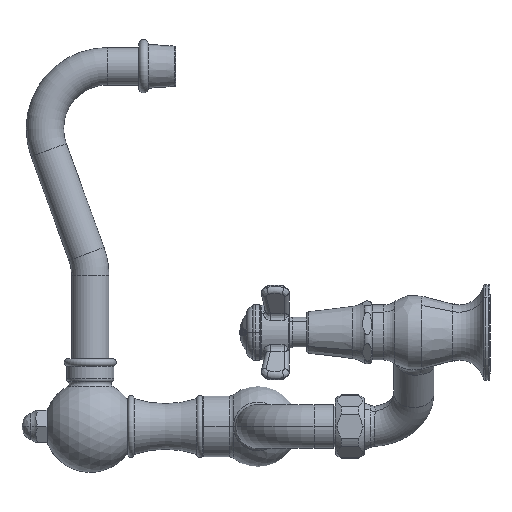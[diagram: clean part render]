
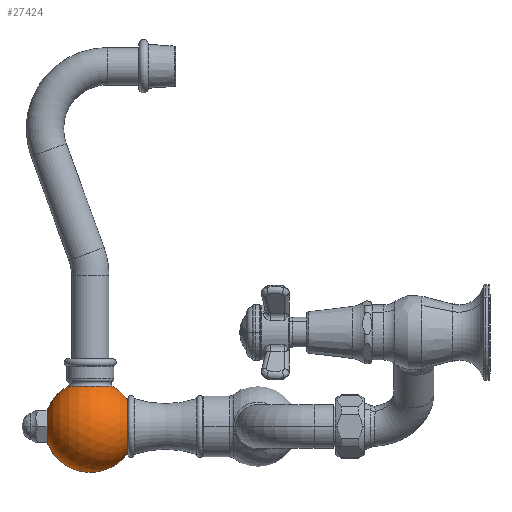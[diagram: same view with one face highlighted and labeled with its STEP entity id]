
A CAD part, left-side view. The second image highlights one B-rep face of the part: STEP entity #27424.
In plain terms, the highlighted spherical face has radius 23.368 mm.
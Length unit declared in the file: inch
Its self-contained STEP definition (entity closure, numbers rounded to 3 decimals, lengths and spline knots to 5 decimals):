
#4901=CARTESIAN_POINT('',(0.,8.00377,-1.88181));
#4902=DIRECTION('',(-1.,0.,0.));
#4903=DIRECTION('',(0.,-0.805,0.593));
#4904=AXIS2_PLACEMENT_3D('',#4901,#4902,#4903);
#4909=CARTESIAN_POINT('',(0.,7.263,-1.88181));
#4910=DIRECTION('',(0.,1.,0.));
#4911=DIRECTION('',(0.,0.,-1.));
#4912=AXIS2_PLACEMENT_3D('',#4909,#4910,#4911);
#4917=CARTESIAN_POINT('',(0.,8.00377,-1.88181));
#4918=DIRECTION('',(1.,0.,0.));
#4919=DIRECTION('',(0.,-0.805,-0.593));
#4920=AXIS2_PLACEMENT_3D('',#4917,#4918,#4919);
#4925=CARTESIAN_POINT('',(0.,8.00377,-1.88181));
#4926=DIRECTION('',(-1.,0.,0.));
#4927=DIRECTION('',(0.,0.477,0.879));
#4928=AXIS2_PLACEMENT_3D('',#4925,#4926,#4927);
#4933=CARTESIAN_POINT('',(0.,8.443,-1.07343));
#4934=CARTESIAN_POINT('',(-0.00915,8.44301,
-1.07343));
#4935=CARTESIAN_POINT('',(-0.02745,8.44244,
-1.07343));
#4936=CARTESIAN_POINT('',(-0.05506,8.43983,
-1.07343));
#4937=CARTESIAN_POINT('',(-0.08254,8.43546,-1.07342));
#4938=CARTESIAN_POINT('',(-0.10971,8.42935,
-1.07341));
#4939=CARTESIAN_POINT('',(-0.13638,8.42156,
-1.07341));
#4940=CARTESIAN_POINT('',(-0.16238,8.41214,
-1.0734));
#4941=CARTESIAN_POINT('',(-0.1877,8.40113,
-1.0734));
#4942=CARTESIAN_POINT('',(-0.21235,8.3885,
-1.07339));
#4943=CARTESIAN_POINT('',(-0.23628,8.37427,
-1.07338));
#4944=CARTESIAN_POINT('',(-0.25941,8.35845,
-1.07337));
#4945=CARTESIAN_POINT('',(-0.28167,8.34104,
-1.07336));
#4946=CARTESIAN_POINT('',(-0.30302,8.32198,
-1.07335));
#4947=CARTESIAN_POINT('',(-0.32341,8.30121,
-1.07334));
#4948=CARTESIAN_POINT('',(-0.34265,8.27879,
-1.07332));
#4949=CARTESIAN_POINT('',(-0.36056,8.25478,
-1.0733));
#4950=CARTESIAN_POINT('',(-0.37697,8.22931,
-1.07327));
#4951=CARTESIAN_POINT('',(-0.39171,8.20259,
-1.07327));
#4952=CARTESIAN_POINT('',(-0.40467,8.17475,
-1.07326));
#4953=CARTESIAN_POINT('',(-0.41198,8.15575,
-1.07333));
#4954=CARTESIAN_POINT('',(-0.41534,8.14603,
-1.07335));
#4959=CARTESIAN_POINT('',(-0.41538,8.14595,
-1.07333));
#4960=CARTESIAN_POINT('',(-0.41874,8.13612,
-1.07332));
#4961=CARTESIAN_POINT('',(-0.42447,8.11623,
-1.07317));
#4962=CARTESIAN_POINT('',(-0.43138,8.08616,
-1.07321));
#4963=CARTESIAN_POINT('',(-0.43601,8.05584,
-1.07317));
#4964=CARTESIAN_POINT('',(-0.43855,8.02532,
-1.07316));
#4965=CARTESIAN_POINT('',(-0.43895,7.9947,
-1.07314));
#4966=CARTESIAN_POINT('',(-0.43721,7.96405,
-1.07312));
#4967=CARTESIAN_POINT('',(-0.43334,7.93366,
-1.0731));
#4968=CARTESIAN_POINT('',(-0.42735,7.90357,
-1.07308));
#4969=CARTESIAN_POINT('',(-0.41929,7.87403,
-1.07306));
#4970=CARTESIAN_POINT('',(-0.40917,7.84507,
-1.07304));
#4971=CARTESIAN_POINT('',(-0.39706,7.81691,
-1.07302));
#4972=CARTESIAN_POINT('',(-0.38299,7.7896,
-1.073));
#4973=CARTESIAN_POINT('',(-0.36712,7.76347,
-1.07299));
#4974=CARTESIAN_POINT('',(-0.34954,7.73862,
-1.07297));
#4975=CARTESIAN_POINT('',(-0.33054,7.71533,
-1.07296));
#4976=CARTESIAN_POINT('',(-0.31029,7.6937,
-1.07294));
#4977=CARTESIAN_POINT('',(-0.28892,7.67374,
-1.07293));
#4978=CARTESIAN_POINT('',(-0.26657,7.65547,
-1.07292));
#4979=CARTESIAN_POINT('',(-0.24325,7.63883,
-1.07291));
#4980=CARTESIAN_POINT('',(-0.21904,7.62383,
-1.0729));
#4981=CARTESIAN_POINT('',(-0.19393,7.61044,
-1.07289));
#4982=CARTESIAN_POINT('',(-0.16805,7.59872,
-1.07288));
#4983=CARTESIAN_POINT('',(-0.14135,7.58866,
-1.07287));
#4984=CARTESIAN_POINT('',(-0.11403,7.58034,
-1.07287));
#4985=CARTESIAN_POINT('',(-0.08605,7.57379,
-1.07286));
#4986=CARTESIAN_POINT('',(-0.05767,7.56908,
-1.07286));
#4987=CARTESIAN_POINT('',(-0.02891,7.56623,
-1.07286));
#4988=CARTESIAN_POINT('',(-0.00967,7.56559,
-1.07286));
#4989=CARTESIAN_POINT('',(0.,7.56559,-1.07286));
#4994=CARTESIAN_POINT('',(0.,8.861,-1.88181));
#4995=DIRECTION('',(0.,1.,0.));
#4996=DIRECTION('',(0.,0.,-1.));
#4997=AXIS2_PLACEMENT_3D('',#4994,#4995,#4996);
#18476=CARTESIAN_POINT('',(0.,7.263,-2.42739));
#18477=CARTESIAN_POINT('',(0.,8.861,-2.21581));
#18478=VERTEX_POINT('',#18476);
#18479=VERTEX_POINT('',#18477);
#18480=CARTESIAN_POINT('',(0.,7.263,-1.33623));
#18481=VERTEX_POINT('',#18480);
#18482=CARTESIAN_POINT('',(0.,8.861,-1.54781));
#18483=VERTEX_POINT('',#18482);
#18496=CARTESIAN_POINT('',(0.,7.56559,-1.07286));
#18497=VERTEX_POINT('',#18496);
#18498=CARTESIAN_POINT('',(0.,8.443,-1.07343));
#18499=VERTEX_POINT('',#18498);
#18505=VERTEX_POINT('',#4954);
#27407=CARTESIAN_POINT('',(0.,8.00377,-1.88181));
#27408=DIRECTION('',(0.,-1.,0.));
#27409=DIRECTION('',(0.,0.,1.));
#27410=AXIS2_PLACEMENT_3D('',#27407,#27408,#27409);
#27411=SPHERICAL_SURFACE('',#27410,0.92);
#27412=ORIENTED_EDGE('',*,*,#27384,.F.);
#27413=ORIENTED_EDGE('',*,*,#27362,.F.);
#27414=ORIENTED_EDGE('',*,*,#27394,.T.);
#27416=ORIENTED_EDGE('',*,*,#27415,.T.);
#27417=ORIENTED_EDGE('',*,*,#27390,.F.);
#27419=ORIENTED_EDGE('',*,*,#27418,.T.);
#27421=ORIENTED_EDGE('',*,*,#27420,.T.);
#27422=EDGE_LOOP('',(#27412,#27413,#27414,#27416,#27417,#27419,#27421));
#27423=FACE_OUTER_BOUND('',#27422,.F.);
#4905=CIRCLE('',#4904,0.92);
#4913=CIRCLE('',#4912,0.54558);
#4921=CIRCLE('',#4920,0.92);
#4929=CIRCLE('',#4928,0.92);
#4955=B_SPLINE_CURVE_WITH_KNOTS('',3,(#4933,#4934,#4935,#4936,#4937,#4938,#4939,
#4940,#4941,#4942,#4943,#4944,#4945,#4946,#4947,#4948,#4949,#4950,#4951,#4952,
#4953,#4954),.UNSPECIFIED.,.F.,.F.,(4,1,1,1,1,1,1,1,1,1,1,1,1,1,1,1,1,1,1,4),(
0.,0.05263,0.10526,0.15789,0.21053,
0.26316,0.31579,0.36842,0.42105,
0.47368,0.52632,0.57895,0.63158,
0.68421,0.73684,0.78947,0.84211,
0.89474,0.94737,1.),.UNSPECIFIED.);
#4990=B_SPLINE_CURVE_WITH_KNOTS('',3,(#4959,#4960,#4961,#4962,#4963,#4964,#4965,
#4966,#4967,#4968,#4969,#4970,#4971,#4972,#4973,#4974,#4975,#4976,#4977,#4978,
#4979,#4980,#4981,#4982,#4983,#4984,#4985,#4986,#4987,#4988,#4989),
.UNSPECIFIED.,.F.,.F.,(4,1,1,1,1,1,1,1,1,1,1,1,1,1,1,1,1,1,1,1,1,1,1,1,1,1,1,1,
4),(0.,0.03571,0.07143,0.10714,
0.14286,0.17857,0.21429,0.25,0.28571,
0.32143,0.35714,0.39286,0.42857,
0.46429,0.5,0.53571,0.57143,0.60714,
0.64286,0.67857,0.71429,0.75,0.78571,
0.82143,0.85714,0.89286,0.92857,
0.96429,1.),.UNSPECIFIED.);
#4998=CIRCLE('',#4997,0.334);
#27362=EDGE_CURVE('',#18478,#18481,#4913,.T.);
#27384=EDGE_CURVE('',#18481,#18497,#4905,.T.);
#27390=EDGE_CURVE('',#18499,#18483,#4929,.T.);
#27394=EDGE_CURVE('',#18478,#18479,#4921,.T.);
#27415=EDGE_CURVE('',#18479,#18483,#4998,.T.);
#27418=EDGE_CURVE('',#18499,#18505,#4955,.T.);
#27420=EDGE_CURVE('',#18505,#18497,#4990,.T.);
#27424=ADVANCED_FACE('',(#27423),#27411,.T.);
